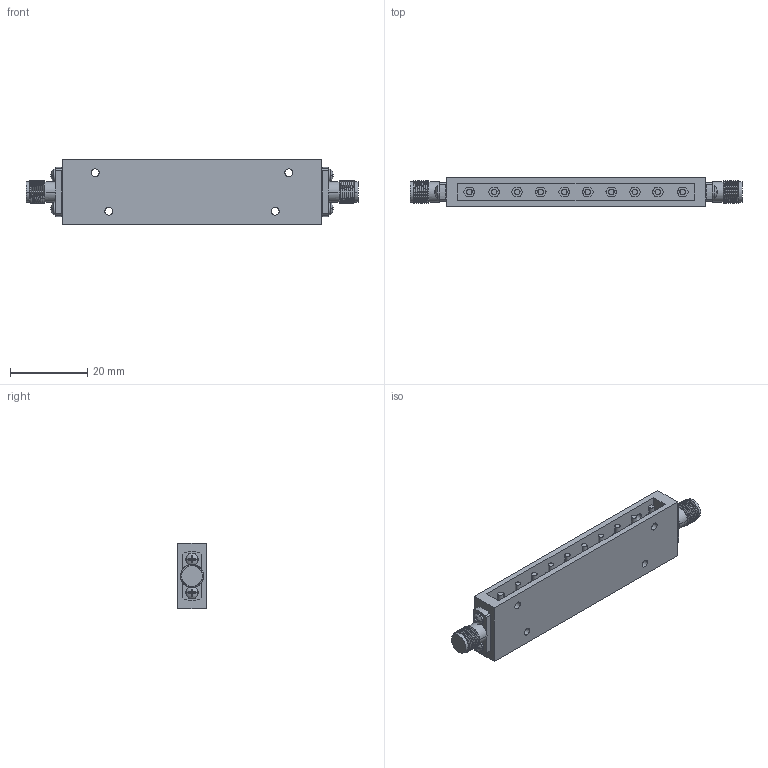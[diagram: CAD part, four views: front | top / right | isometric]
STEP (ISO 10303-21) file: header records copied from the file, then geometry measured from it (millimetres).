
FILE_DESCRIPTION (( 'STEP AP214' ), '1' );
FILE_NAME ('CF-BA-X4.STEP', '2025-10-09T19:55:00', ( '' ), ( '' ), 'SwSTEP 2.0', 'SolidWorks 2021', '' );
FILE_SCHEMA (( 'AUTOMOTIVE_DESIGN' ));
Length unit declared in the file: inch
Products named in the file (1): CF-BA-X4
Bounding box: 85.8 x 7.3 x 17 mm (x, y, z)
Volume: 6505.1 mm3; surface area: 6150.5 mm2
Topology: 1 solids, 24 shells, 733 faces, 1834 edges, 1178 vertices
Faces by surface type: plane 295, cone 210, cylinder 176, bspline 28, torus 16, sphere 8
Entity records: 35376 total; most frequent: CARTESIAN_POINT 8794, ORIENTED_EDGE 3668, DIRECTION 3488, EDGE_CURVE 1834, AXIS2_PLACEMENT_3D 1324, VERTEX_POINT 1178, VECTOR 840, LINE 840
